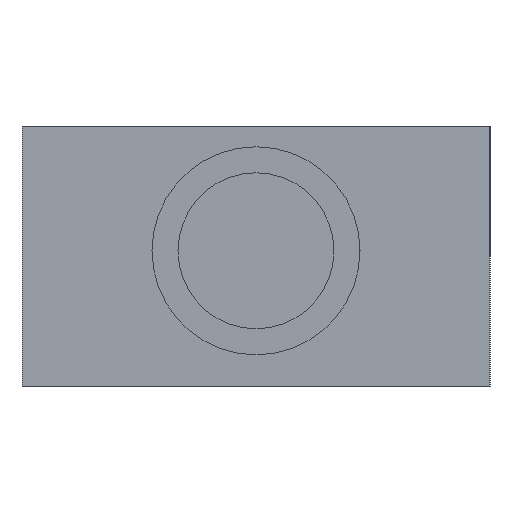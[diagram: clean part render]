
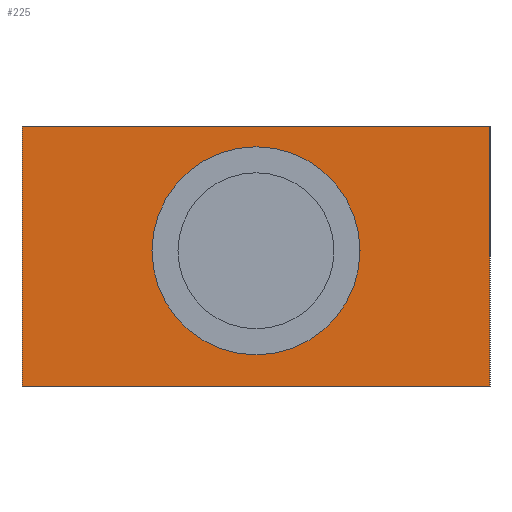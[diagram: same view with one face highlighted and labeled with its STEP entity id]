
A CAD part, left-side view. The second image highlights one B-rep face of the part: STEP entity #225.
In plain terms, the highlighted planar face has unit normal (-1, 0, 0).
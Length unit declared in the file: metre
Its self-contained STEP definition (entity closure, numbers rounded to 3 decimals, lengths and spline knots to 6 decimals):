
#14=CIRCLE('',#254,0.002);
#30=ORIENTED_EDGE('',*,*,#85,.F.);
#31=ORIENTED_EDGE('',*,*,#86,.T.);
#32=ORIENTED_EDGE('',*,*,#87,.F.);
#33=ORIENTED_EDGE('',*,*,#88,.F.);
#34=ORIENTED_EDGE('',*,*,#83,.T.);
#83=EDGE_CURVE('',#111,#110,#131,.T.);
#85=EDGE_CURVE('',#112,#112,#14,.T.);
#86=EDGE_CURVE('',#110,#113,#133,.T.);
#87=EDGE_CURVE('',#114,#113,#134,.T.);
#88=EDGE_CURVE('',#111,#114,#135,.T.);
#110=VERTEX_POINT('',#354);
#111=VERTEX_POINT('',#356);
#112=VERTEX_POINT('',#360);
#113=VERTEX_POINT('',#362);
#114=VERTEX_POINT('',#364);
#131=LINE('',#355,#155);
#133=LINE('',#361,#157);
#134=LINE('',#363,#158);
#135=LINE('',#365,#159);
#155=VECTOR('',#285,1.);
#157=VECTOR('',#291,1.);
#158=VECTOR('',#292,1.);
#159=VECTOR('',#293,1.);
#173=EDGE_LOOP('',(#30));
#174=EDGE_LOOP('',(#31,#32,#33,#34));
#193=FACE_BOUND('',#173,.T.);
#194=FACE_BOUND('',#174,.T.);
#212=PLANE('',#253);
#225=ADVANCED_FACE('',(#193,#194),#212,.F.);
#253=AXIS2_PLACEMENT_3D('',#358,#287,#288);
#254=AXIS2_PLACEMENT_3D('',#359,#289,#290);
#285=DIRECTION('',(0.,0.,-1.));
#287=DIRECTION('',(1.,0.,0.));
#288=DIRECTION('',(0.,0.,-1.));
#289=DIRECTION('',(-1.,0.,0.));
#290=DIRECTION('',(0.,0.,1.));
#291=DIRECTION('',(0.,-1.,0.));
#292=DIRECTION('',(0.,0.,-1.));
#293=DIRECTION('',(0.,-1.,0.));
#354=CARTESIAN_POINT('',(-0.007,0.0045,0.));
#355=CARTESIAN_POINT('',(-0.007,0.0045,0.005));
#356=CARTESIAN_POINT('',(-0.007,0.0045,0.005));
#358=CARTESIAN_POINT('',(-0.007,0.,0.005));
#359=CARTESIAN_POINT('',(-0.007,0.,0.0026));
#360=CARTESIAN_POINT('',(-0.007,0.,0.0046));
#361=CARTESIAN_POINT('',(-0.007,0.,0.));
#362=CARTESIAN_POINT('',(-0.007,-0.0045,0.));
#363=CARTESIAN_POINT('',(-0.007,-0.0045,0.005));
#364=CARTESIAN_POINT('',(-0.007,-0.0045,0.005));
#365=CARTESIAN_POINT('',(-0.007,0.,0.005));
